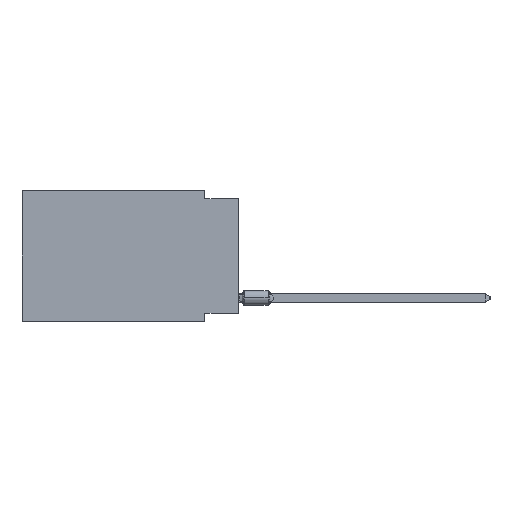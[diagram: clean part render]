
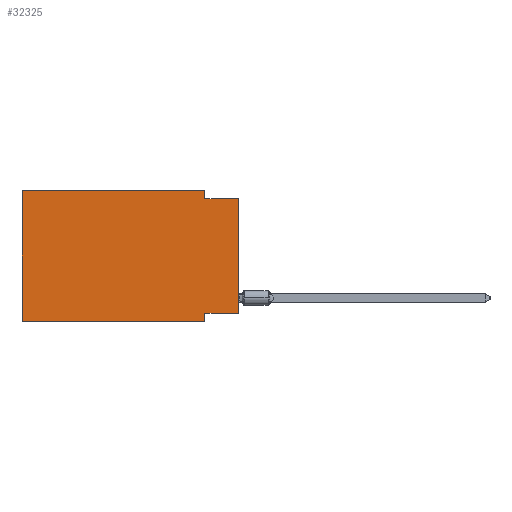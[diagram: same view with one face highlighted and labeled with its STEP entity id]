
A CAD part, left-side view. The second image highlights one B-rep face of the part: STEP entity #32325.
In plain terms, the highlighted planar face has unit normal (-1, 0, 0).
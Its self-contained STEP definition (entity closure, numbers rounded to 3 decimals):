
#557 = VECTOR ( 'NONE', #30369, 1000. ) ;
#1381 = VECTOR ( 'NONE', #54743, 1000. ) ;
#2237 = VERTEX_POINT ( 'NONE', #59255 ) ;
#3323 = DIRECTION ( 'NONE',  ( 0., 0., 1. ) ) ;
#4055 = DIRECTION ( 'NONE',  ( 1., 0., 0. ) ) ;
#4452 = CARTESIAN_POINT ( 'NONE',  ( 0., 16.383, 0. ) ) ;
#5082 = LINE ( 'NONE', #40616, #557 ) ;
#5268 = CARTESIAN_POINT ( 'NONE',  ( 0., 0., -0.635 ) ) ;
#6106 = VECTOR ( 'NONE', #26949, 1000. ) ;
#6121 = CARTESIAN_POINT ( 'NONE',  ( 0., 0., -0.635 ) ) ;
#6650 = VECTOR ( 'NONE', #3323, 1000. ) ;
#8410 = EDGE_CURVE ( 'NONE', #10102, #46995, #47627, .T. ) ;
#9507 = CARTESIAN_POINT ( 'NONE',  ( 0., 16.383, 0. ) ) ;
#10102 = VERTEX_POINT ( 'NONE', #22465 ) ;
#10457 = ORIENTED_EDGE ( 'NONE', *, *, #30591, .T. ) ;
#10972 = CARTESIAN_POINT ( 'NONE',  ( 0., 16.383, 0. ) ) ;
#12313 = EDGE_LOOP ( 'NONE', ( #54152, #29456, #36700, #30184, #31751, #10457, #30751, #30291 ) ) ;
#14661 = CARTESIAN_POINT ( 'NONE',  ( 0., 0., -9.271 ) ) ;
#15449 = VERTEX_POINT ( 'NONE', #54269 ) ;
#16289 = VECTOR ( 'NONE', #58472, 1000. ) ;
#16720 = VECTOR ( 'NONE', #55346, 1000. ) ;
#17648 = EDGE_CURVE ( 'NONE', #31692, #46995, #32095, .T. ) ;
#18872 = VERTEX_POINT ( 'NONE', #54338 ) ;
#20915 = EDGE_CURVE ( 'NONE', #41864, #18872, #53672, .T. ) ;
#21467 = EDGE_CURVE ( 'NONE', #15449, #41864, #39541, .T. ) ;
#22465 = CARTESIAN_POINT ( 'NONE',  ( 0., 0., -9.271 ) ) ;
#24812 = DIRECTION ( 'NONE',  ( 0., 0., 1. ) ) ;
#26949 = DIRECTION ( 'NONE',  ( 0., -1., 0. ) ) ;
#27078 = CARTESIAN_POINT ( 'NONE',  ( 0., 2.54, -9.906 ) ) ;
#28671 = EDGE_CURVE ( 'NONE', #57160, #2237, #62989, .T. ) ;
#28754 = LINE ( 'NONE', #56113, #1381 ) ;
#29456 = ORIENTED_EDGE ( 'NONE', *, *, #17648, .F. ) ;
#30184 = ORIENTED_EDGE ( 'NONE', *, *, #20915, .F. ) ;
#30291 = ORIENTED_EDGE ( 'NONE', *, *, #57042, .F. ) ;
#30369 = DIRECTION ( 'NONE',  ( 0., 0., -1. ) ) ;
#30591 = EDGE_CURVE ( 'NONE', #15449, #2237, #28754, .T. ) ;
#30696 = FACE_OUTER_BOUND ( 'NONE', #12313, .T. ) ;
#30751 = ORIENTED_EDGE ( 'NONE', *, *, #28671, .F. ) ;
#31692 = VERTEX_POINT ( 'NONE', #37102 ) ;
#31751 = ORIENTED_EDGE ( 'NONE', *, *, #21467, .F. ) ;
#32095 = LINE ( 'NONE', #6121, #6106 ) ;
#32325 = ADVANCED_FACE ( 'NONE', ( #30696 ), #50867, .F. ) ;
#32736 = CARTESIAN_POINT ( 'NONE',  ( 0., 16.383, 0. ) ) ;
#33466 = EDGE_CURVE ( 'NONE', #18872, #31692, #5082, .T. ) ;
#35427 = CARTESIAN_POINT ( 'NONE',  ( 0., 0., 0. ) ) ;
#36700 = ORIENTED_EDGE ( 'NONE', *, *, #33466, .F. ) ;
#37102 = CARTESIAN_POINT ( 'NONE',  ( 0., 2.54, -0.635 ) ) ;
#37183 = CARTESIAN_POINT ( 'NONE',  ( 0., 2.54, -9.271 ) ) ;
#39541 = LINE ( 'NONE', #32736, #6650 ) ;
#40616 = CARTESIAN_POINT ( 'NONE',  ( 0., 2.54, 0. ) ) ;
#41864 = VERTEX_POINT ( 'NONE', #4452 ) ;
#45747 = DIRECTION ( 'NONE',  ( 0., 0., -1. ) ) ;
#46995 = VERTEX_POINT ( 'NONE', #5268 ) ;
#47627 = LINE ( 'NONE', #35427, #59930 ) ;
#50867 = PLANE ( 'NONE',  #56146 ) ;
#53672 = LINE ( 'NONE', #10972, #16289 ) ;
#54152 = ORIENTED_EDGE ( 'NONE', *, *, #8410, .T. ) ;
#54269 = CARTESIAN_POINT ( 'NONE',  ( 0., 16.383, -9.906 ) ) ;
#54338 = CARTESIAN_POINT ( 'NONE',  ( 0., 2.54, 0. ) ) ;
#54743 = DIRECTION ( 'NONE',  ( 0., -1., 0. ) ) ;
#55346 = DIRECTION ( 'NONE',  ( 0., 1., 0. ) ) ;
#56113 = CARTESIAN_POINT ( 'NONE',  ( 0., 16.383, -9.906 ) ) ;
#56146 = AXIS2_PLACEMENT_3D ( 'NONE', #9507, #4055, #45747 ) ;
#57042 = EDGE_CURVE ( 'NONE', #10102, #57160, #61482, .T. ) ;
#57160 = VERTEX_POINT ( 'NONE', #37183 ) ;
#58472 = DIRECTION ( 'NONE',  ( 0., -1., 0. ) ) ;
#59255 = CARTESIAN_POINT ( 'NONE',  ( 0., 2.54, -9.906 ) ) ;
#59930 = VECTOR ( 'NONE', #24812, 1000. ) ;
#61482 = LINE ( 'NONE', #14661, #16720 ) ;
#62989 = LINE ( 'NONE', #27078, #65023 ) ;
#63997 = DIRECTION ( 'NONE',  ( 0., 0., -1. ) ) ;
#65023 = VECTOR ( 'NONE', #63997, 1000. ) ;
